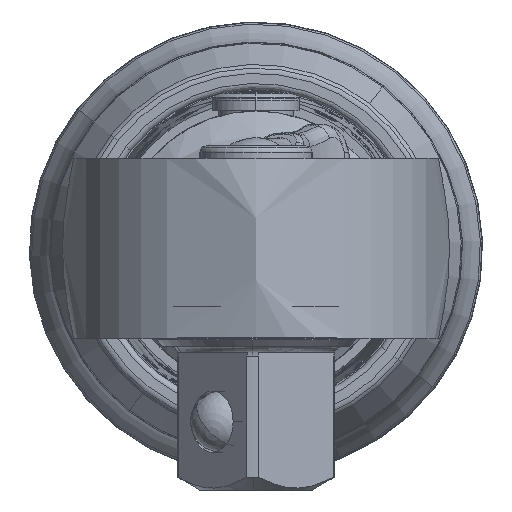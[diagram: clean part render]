
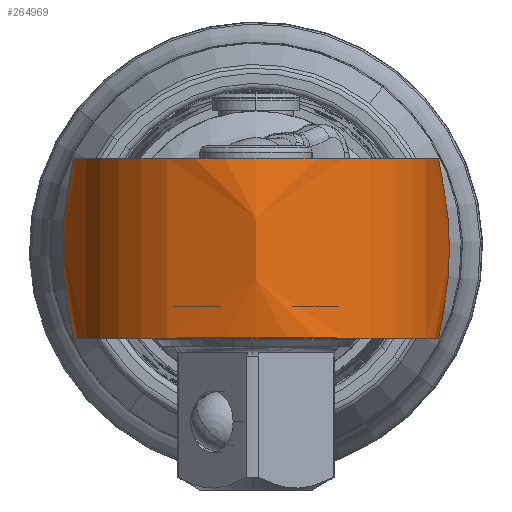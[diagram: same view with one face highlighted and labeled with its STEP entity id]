
A CAD part, left-side view. The second image highlights one B-rep face of the part: STEP entity #264969.
In plain terms, the highlighted free-form (B-spline) face has degree [3, 3] with [7, 4] control points.
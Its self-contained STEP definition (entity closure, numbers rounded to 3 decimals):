
#262714=CARTESIAN_POINT('',(0.,0.,-7.2));
#262715=DIRECTION('',(0.,0.,-1.));
#262716=DIRECTION('',(0.132,-0.991,0.));
#262717=AXIS2_PLACEMENT_3D('',#262714,#262715,#262716);
#262799=CARTESIAN_POINT('',(0.,0.,7.2));
#262800=DIRECTION('',(0.,0.,1.));
#262801=DIRECTION('',(0.132,0.991,0.));
#262802=AXIS2_PLACEMENT_3D('',#262799,#262800,#262801);
#262977=CARTESIAN_POINT('',(-1.431,-10.725,
0.));
#262978=DIRECTION('',(-0.991,0.132,0.));
#262979=DIRECTION('',(0.127,0.954,0.273));
#262980=AXIS2_PLACEMENT_3D('',#262977,#262978,#262979);
#262982=CARTESIAN_POINT('',(-1.431,10.725,
0.));
#262983=DIRECTION('',(-0.991,-0.132,0.));
#262984=DIRECTION('',(0.132,-0.991,0.));
#262985=AXIS2_PLACEMENT_3D('',#262982,#262983,#262984);
#262987=CARTESIAN_POINT('',(-1.431,10.725,
0.));
#262988=DIRECTION('',(-0.991,-0.132,0.));
#262989=DIRECTION('',(0.127,-0.954,-0.273));
#262990=AXIS2_PLACEMENT_3D('',#262987,#262988,#262989);
#262992=CARTESIAN_POINT('',(-1.431,-10.725,
0.));
#262993=DIRECTION('',(-0.991,0.132,0.));
#262994=DIRECTION('',(0.132,0.991,0.));
#262995=AXIS2_PLACEMENT_3D('',#262992,#262993,#262994);
#263630=CARTESIAN_POINT('',(1.931,-14.472,
-7.2));
#263631=VERTEX_POINT('',#263630);
#263632=CARTESIAN_POINT('',(1.931,14.472,
-7.2));
#263633=VERTEX_POINT('',#263632);
#263646=CARTESIAN_POINT('',(1.931,14.472,
7.2));
#263647=VERTEX_POINT('',#263646);
#263648=CARTESIAN_POINT('',(1.931,-14.472,
7.2));
#263649=VERTEX_POINT('',#263648);
#263684=CARTESIAN_POINT('',(2.062,-15.463,
0.));
#263685=VERTEX_POINT('',#263684);
#263686=CARTESIAN_POINT('',(2.062,15.463,
0.));
#263687=VERTEX_POINT('',#263686);
#264930=CARTESIAN_POINT('',(2.895,-14.227,
7.48));
#264931=CARTESIAN_POINT('',(3.184,-15.65,
2.563));
#264932=CARTESIAN_POINT('',(3.184,-15.65,
-2.563));
#264933=CARTESIAN_POINT('',(2.895,-14.227,
-7.48));
#264934=CARTESIAN_POINT('',(-6.832,-16.207,
7.48));
#264935=CARTESIAN_POINT('',(-7.515,-17.827,
2.563));
#264936=CARTESIAN_POINT('',(-7.515,-17.827,
-2.563));
#264937=CARTESIAN_POINT('',(-6.832,-16.207,
-7.48));
#264938=CARTESIAN_POINT('',(-14.519,-9.926,
7.48));
#264939=CARTESIAN_POINT('',(-15.97,-10.919,
2.563));
#264940=CARTESIAN_POINT('',(-15.97,-10.919,
-2.563));
#264941=CARTESIAN_POINT('',(-14.519,-9.926,
-7.48));
#264942=CARTESIAN_POINT('',(-14.519,0.,
7.48));
#264943=CARTESIAN_POINT('',(-15.97,0.,
2.563));
#264944=CARTESIAN_POINT('',(-15.97,0.,
-2.563));
#264945=CARTESIAN_POINT('',(-14.519,0.,
-7.48));
#264946=CARTESIAN_POINT('',(-14.519,9.926,
7.48));
#264947=CARTESIAN_POINT('',(-15.97,10.919,
2.563));
#264948=CARTESIAN_POINT('',(-15.97,10.919,
-2.563));
#264949=CARTESIAN_POINT('',(-14.519,9.926,
-7.48));
#264950=CARTESIAN_POINT('',(-6.832,16.207,
7.48));
#264951=CARTESIAN_POINT('',(-7.515,17.827,
2.563));
#264952=CARTESIAN_POINT('',(-7.515,17.827,
-2.563));
#264953=CARTESIAN_POINT('',(-6.832,16.207,
-7.48));
#264954=CARTESIAN_POINT('',(2.895,14.227,
7.48));
#264955=CARTESIAN_POINT('',(3.184,15.65,
2.563));
#264956=CARTESIAN_POINT('',(3.184,15.65,
-2.563));
#264957=CARTESIAN_POINT('',(2.895,14.227,
-7.48));
#264958=(BOUNDED_SURFACE()B_SPLINE_SURFACE(3,3,((#264930,#264931,#264932,
#264933),(#264934,#264935,#264936,#264937),(#264938,#264939,#264940,#264941),(
#264942,#264943,#264944,#264945),(#264946,#264947,#264948,#264949),(#264950,
#264951,#264952,#264953),(#264954,#264955,#264956,#264957)),.UNSPECIFIED.,.F.,
.F.,.F.)B_SPLINE_SURFACE_WITH_KNOTS((4,3,4),(4,4),(0.,1.,2.),(0.,1.),
.UNSPECIFIED.)GEOMETRIC_REPRESENTATION_ITEM()RATIONAL_B_SPLINE_SURFACE(((
1.251,1.216,1.216,1.251),(
0.944,0.919,0.919,0.944),(
0.944,0.919,0.919,0.944),(
1.251,1.216,1.216,1.251),(
0.944,0.919,0.919,0.944),(
0.944,0.919,0.919,0.944),(
1.251,1.216,1.216,1.251)))REPRESENTATION_ITEM('')SURFACE());
#264959=ORIENTED_EDGE('',*,*,#264920,.F.);
#264960=ORIENTED_EDGE('',*,*,#263904,.T.);
#264962=ORIENTED_EDGE('',*,*,#264961,.F.);
#264964=ORIENTED_EDGE('',*,*,#264963,.F.);
#264965=ORIENTED_EDGE('',*,*,#263808,.T.);
#264966=ORIENTED_EDGE('',*,*,#264922,.F.);
#264967=EDGE_LOOP('',(#264959,#264960,#264962,#264964,#264965,#264966));
#264968=FACE_OUTER_BOUND('',#264967,.F.);
#264969=ADVANCED_FACE('',(#264968),#264958,.T.);
#262718=CIRCLE('',#262717,14.6);
#262803=CIRCLE('',#262802,14.6);
#262981=CIRCLE('',#262980,26.42);
#262986=CIRCLE('',#262985,26.42);
#262991=CIRCLE('',#262990,26.42);
#262996=CIRCLE('',#262995,26.42);
#263808=EDGE_CURVE('',#263631,#263633,#262718,.T.);
#263904=EDGE_CURVE('',#263647,#263649,#262803,.T.);
#264920=EDGE_CURVE('',#263647,#263687,#262981,.T.);
#264922=EDGE_CURVE('',#263687,#263633,#262996,.T.);
#264961=EDGE_CURVE('',#263685,#263649,#262986,.T.);
#264963=EDGE_CURVE('',#263631,#263685,#262991,.T.);
